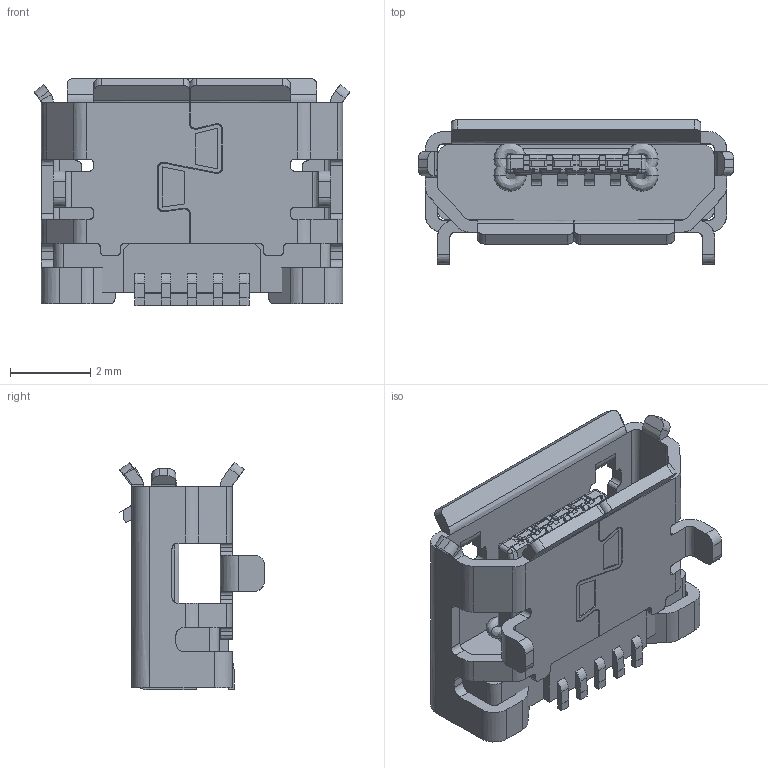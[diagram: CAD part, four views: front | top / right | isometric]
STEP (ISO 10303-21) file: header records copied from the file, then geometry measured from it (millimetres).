
FILE_DESCRIPTION (( 'STEP AP214' ), '1' );
FILE_NAME ('10118193-0001lfc.step', '2016-01-28T20:37:38', ( '' ), ( '' ), 'SwSTEP 2.0', 'SolidWorks 2014', '' );
FILE_SCHEMA (( 'AUTOMOTIVE_DESIGN' ));
Length unit declared in the file: millimetre
Products named in the file (1): 10118193-0001lfc
Bounding box: 7.86 x 3.6 x 5.66 mm (x, y, z)
Surface area: 303.5 mm2 (no closed solid volume)
Topology: 0 solids, 10 shells, 662 faces, 1955 edges, 1293 vertices
Faces by surface type: plane 373, bspline 289
Entity records: 34860 total; most frequent: CARTESIAN_POINT 16392, ORIENTED_EDGE 3752, DIRECTION 2094, EDGE_CURVE 1953, VERTEX_POINT 1293, VECTOR 1270, LINE 1270, EDGE_LOOP 676
